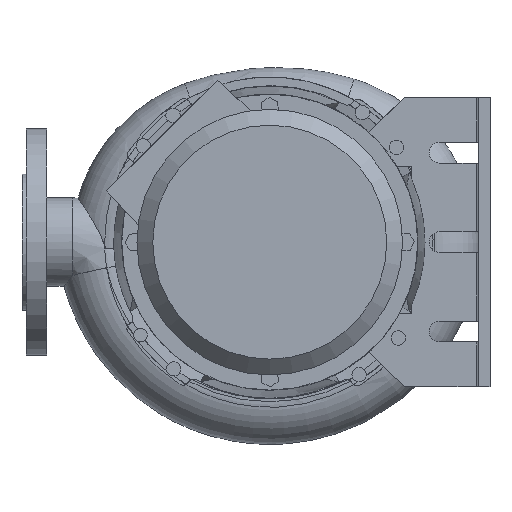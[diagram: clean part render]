
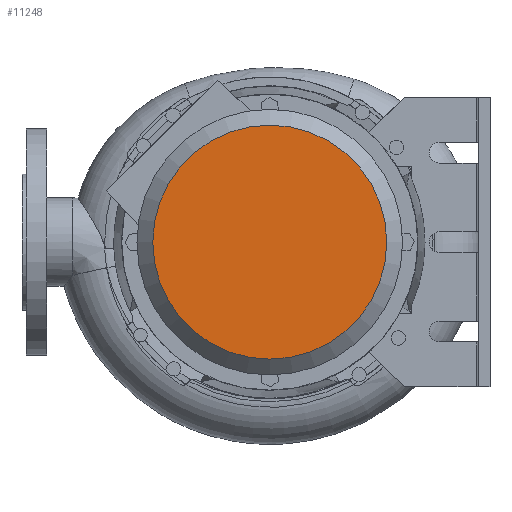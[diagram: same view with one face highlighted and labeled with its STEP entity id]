
A CAD part, left-side view. The second image highlights one B-rep face of the part: STEP entity #11248.
In plain terms, the highlighted planar face has unit normal (-1, 0, 0).
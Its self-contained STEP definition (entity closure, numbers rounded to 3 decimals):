
#825=PLANE('',#12102);
#1401=FACE_OUTER_BOUND('',#2051,.T.);
#2051=EDGE_LOOP('',(#10426));
#4416=CIRCLE('',#12101,85.);
#5529=VERTEX_POINT('',#20862);
#7173=EDGE_CURVE('',#5529,#5529,#4416,.T.);
#10426=ORIENTED_EDGE('',*,*,#7173,.T.);
#11248=ADVANCED_FACE('',(#1401),#825,.T.);
#12101=AXIS2_PLACEMENT_3D('',#20863,#14801,#14802);
#12102=AXIS2_PLACEMENT_3D('',#20864,#14803,#14804);
#14801=DIRECTION('center_axis',(-1.,0.,0.));
#14802=DIRECTION('ref_axis',(0.,0.,1.));
#14803=DIRECTION('center_axis',(-1.,0.,0.));
#14804=DIRECTION('ref_axis',(0.,0.,1.));
#20862=CARTESIAN_POINT('',(-455.,265.,0.));
#20863=CARTESIAN_POINT('Origin',(-455.,180.,0.));
#20864=CARTESIAN_POINT('Origin',(-455.,180.,0.));
